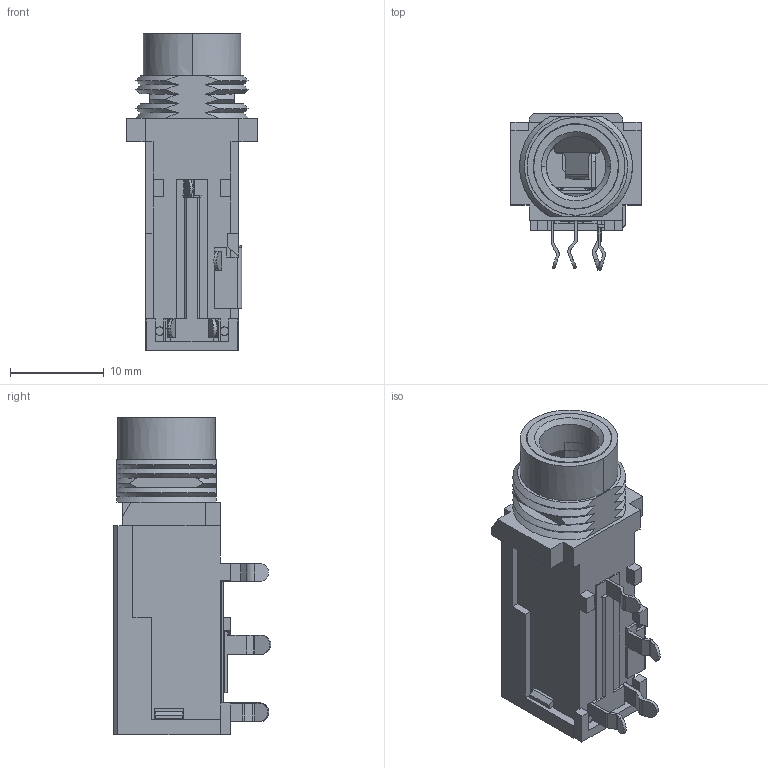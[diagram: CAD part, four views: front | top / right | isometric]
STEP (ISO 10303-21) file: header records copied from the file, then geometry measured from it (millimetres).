
FILE_DESCRIPTION (( 'STEP AP214' ), '1' );
FILE_NAME ('CUI_DEVICES_SJ-63063B.step', '2021-03-03T15:18:42', ( '' ), ( '' ), 'SwSTEP 2.0', 'SolidWorks 2021', '' );
FILE_SCHEMA (( 'AUTOMOTIVE_DESIGN' ));
Length unit declared in the file: inch
Products named in the file (8): 630GZ-1; CUI_DEVICES_SJ-63063B; 630LS-1; 630-31-1; PRT0003-1; 630-4-1; 630C2-1; 630BT-1
Assembly tree (7 placements, depth 2):
  CUI_DEVICES_SJ-63063B
    630BT-1
    630LS-1
    PRT0003-1
    630C2-1
    630GZ-1
    630-31-1
    630-4-1
Bounding box: 13.9 x 16.8 x 33.85 mm (x, y, z)
Volume: 1852.2 mm3; surface area: 4592.1 mm2
Topology: 7 solids, 7 shells, 497 faces, 1388 edges, 908 vertices
Faces by surface type: plane 372, bspline 112, cylinder 13
Entity records: 25020 total; most frequent: CARTESIAN_POINT 12830, ORIENTED_EDGE 2776, DIRECTION 1888, EDGE_CURVE 1388, LINE 1044, VECTOR 1044, VERTEX_POINT 908, EDGE_LOOP 512
